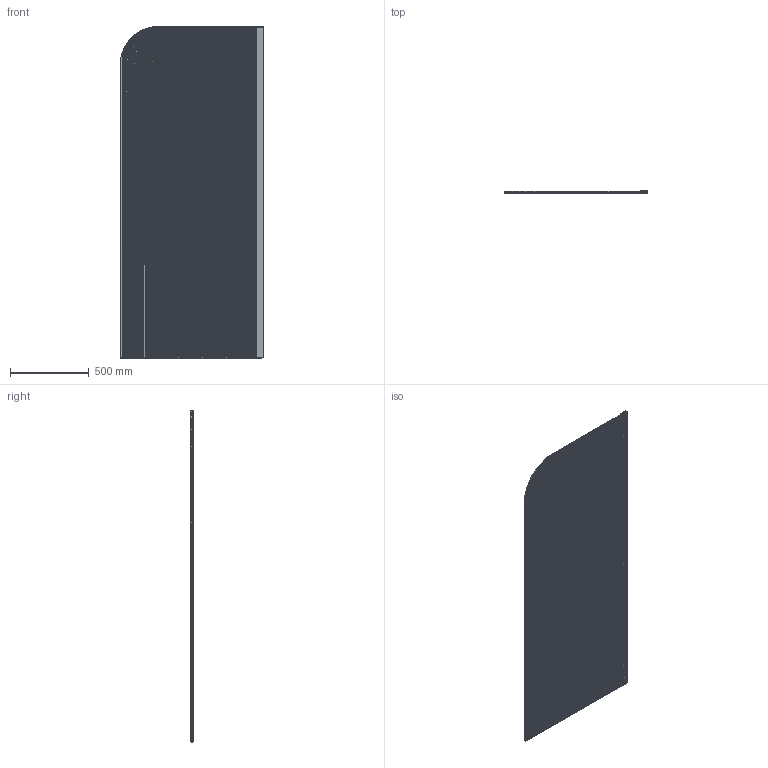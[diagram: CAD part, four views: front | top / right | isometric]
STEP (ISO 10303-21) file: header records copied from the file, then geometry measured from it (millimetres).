
FILE_DESCRIPTION(/* description */ (''),/* implementation_level */ '2;1');
FILE_NAME(/* name */ 'STEP - W31SC01 900 channel fluted-L_1710064-1710088-1710112-1710136-1710160',/* time_stamp */ '2024-08-14T08:34:17+10:00',/* author */ (''),/* organization */ (''),/* preprocessor_version */ 'ST-DEVELOPER v16.5',/* originating_system */ 'Rhino 7.23',/* authorisation */ '');
FILE_SCHEMA (('AUTOMOTIVE_DESIGN'));
Length unit declared in the file: millimetre
Products named in the file (7): Document; W31SC01ǽ����-�� \X2\FFFD
-L 900x2100x102425; AL022ǽ��23; 3.2�߽���210022; AL1022-21002345; �rĶ˸�SJ2101516; H31�̲�-W31��1819
Assembly tree (6 placements, depth 4):
  Document
    W31SC01ǽ����-�� \X2\FFFD
-L 900x2100x102425
      AL022ǽ��23
        3.2�߽���210022
        AL1022-21002345
      �rĶ˸�SJ2101516
      H31�̲�-W31��1819
Bounding box: 911 x 19.88 x 2101.8 mm (x, y, z)
Volume: 17151150.8 mm3; surface area: 4566671.4 mm2
Topology: 4 solids, 4 shells, 657 faces, 1926 edges, 1270 vertices
Faces by surface type: plane 341, cylinder 304, bspline 12
Entity records: 20702 total; most frequent: CARTESIAN_POINT 8519, ORIENTED_EDGE 3844, EDGE_CURVE 1922, VERTEX_POINT 1270, B_SPLINE_CURVE_WITH_KNOTS 985, DIRECTION 679, EDGE_LOOP 672, AXIS2_PLACEMENT_3D 662
